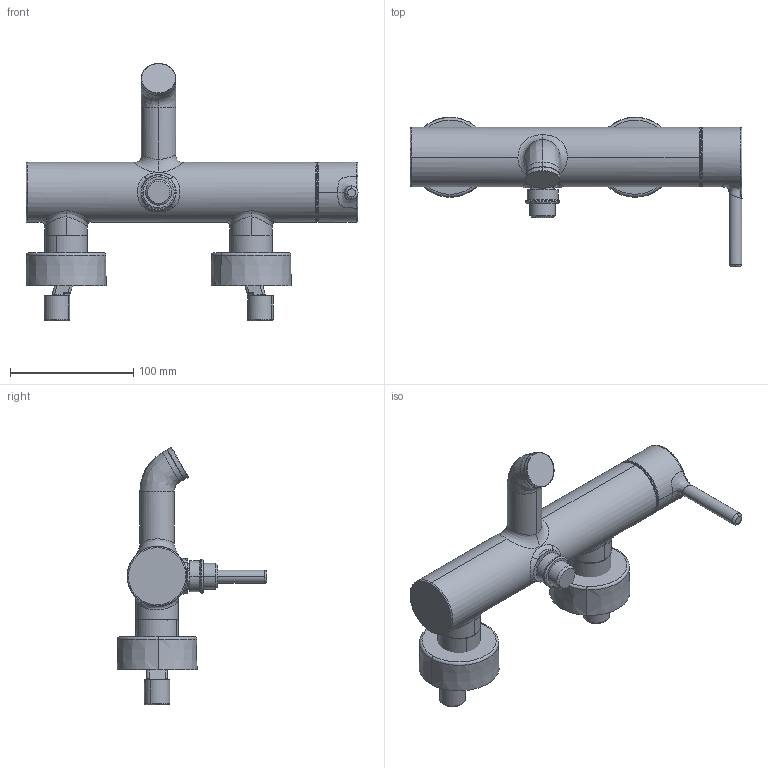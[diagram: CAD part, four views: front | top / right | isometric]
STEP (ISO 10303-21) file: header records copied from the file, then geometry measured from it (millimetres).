
FILE_DESCRIPTION (( 'STEP AP203' ), '1' );
FILE_NAME ('2640HU(2022)+54442207(2022).STEP', '2022-01-28T10:35:30', ( '' ), ( '' ), 'SwSTEP 2.0', 'SolidWorks 2016', '' );
FILE_SCHEMA (( 'CONFIG_CONTROL_DESIGN' ));
Length unit declared in the file: millimetre
Products named in the file (1): 2640HU(2022)+54442207(2022)
Bounding box: 269.15 x 121.51 x 208.5 mm (x, y, z)
Volume: 753720.9 mm3; surface area: 132698.7 mm2
Topology: 13 solids, 13 shells, 381 faces, 875 edges, 525 vertices
Faces by surface type: cylinder 131, bspline 122, plane 87, torus 22, cone 10, sphere 9
Entity records: 24750 total; most frequent: CARTESIAN_POINT 17097, ORIENTED_EDGE 1730, DIRECTION 1315, EDGE_CURVE 865, AXIS2_PLACEMENT_3D 545, VERTEX_POINT 524, EDGE_LOOP 395, ADVANCED_FACE 381
